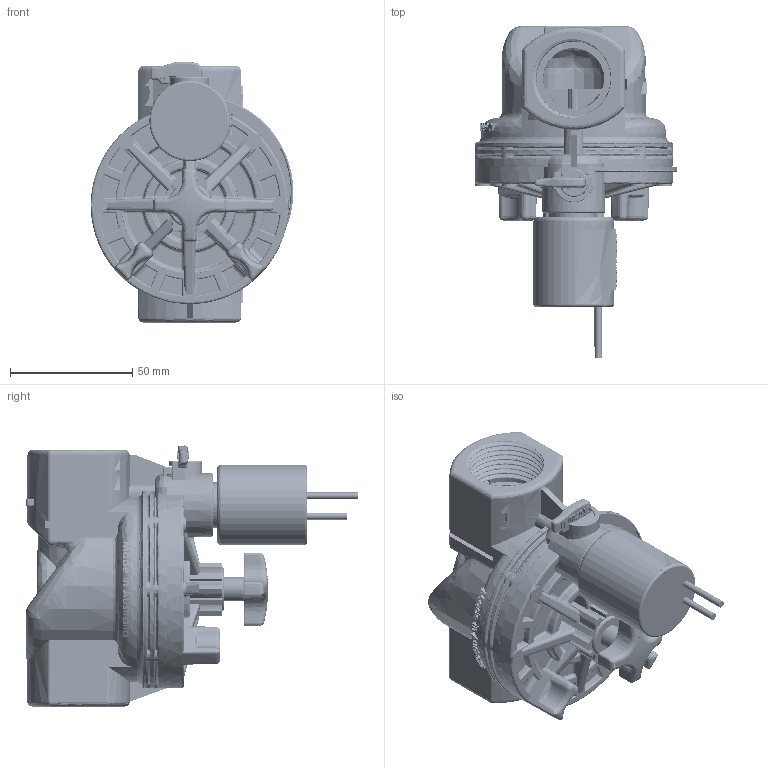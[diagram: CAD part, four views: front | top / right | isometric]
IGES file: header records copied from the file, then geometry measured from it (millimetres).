
Start section: SolidWorks IGES file using analytic representation for surfaces
Global section: file name: Body N assy.IGS; native system: SolidWorks 2008; preprocessor: SolidWorks 2008; author: Peter; date: 090319.152815; units: millimetre
Bounding box: 82.91 x 135.88 x 106.83 mm (x, y, z)
Surface area: 112197.9 mm2 (no closed solid volume)
Topology: 0 solids, 0 shells, 3660 faces, 49190 edges, 49122 vertices
Faces by surface type: bspline 2693, revolution 967
